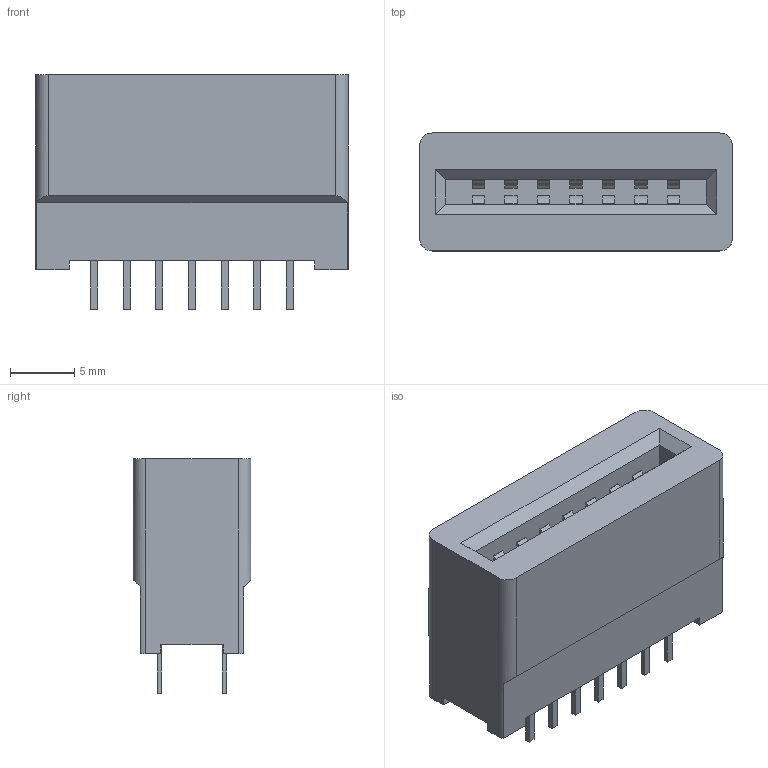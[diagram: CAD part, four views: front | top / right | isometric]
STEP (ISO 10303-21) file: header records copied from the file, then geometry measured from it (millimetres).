
FILE_DESCRIPTION(/* description */ (''),/* implementation_level */ '2;1');
FILE_NAME(/* name */ '119-014-xx-Dummy.stp',/* time_stamp */ '2020-07-09T12:39:00+02:00',/* author */ ('Andreas'),/* organization */ (''),/* preprocessor_version */ 'ST-DEVELOPER v18',/* originating_system */ 'Autodesk Inventor 2020',/* authorisation */ '');
FILE_SCHEMA (('AUTOMOTIVE_DESIGN { 1 0 10303 214 3 1 1 }'));
Length unit declared in the file: millimetre
Products named in the file (1): 119-014-xx-Dummy
Bounding box: 24.38 x 9.2 x 18.3 mm (x, y, z)
Volume: 2787.2 mm3; surface area: 1952.3 mm2
Topology: 1 solids, 1 shells, 203 faces, 554 edges, 368 vertices
Faces by surface type: plane 171, cylinder 32
Entity records: 6441 total; most frequent: CARTESIAN_POINT 1126, ORIENTED_EDGE 1108, DIRECTION 1030, EDGE_CURVE 554, LINE 486, VECTOR 486, VERTEX_POINT 368, AXIS2_PLACEMENT_3D 272
